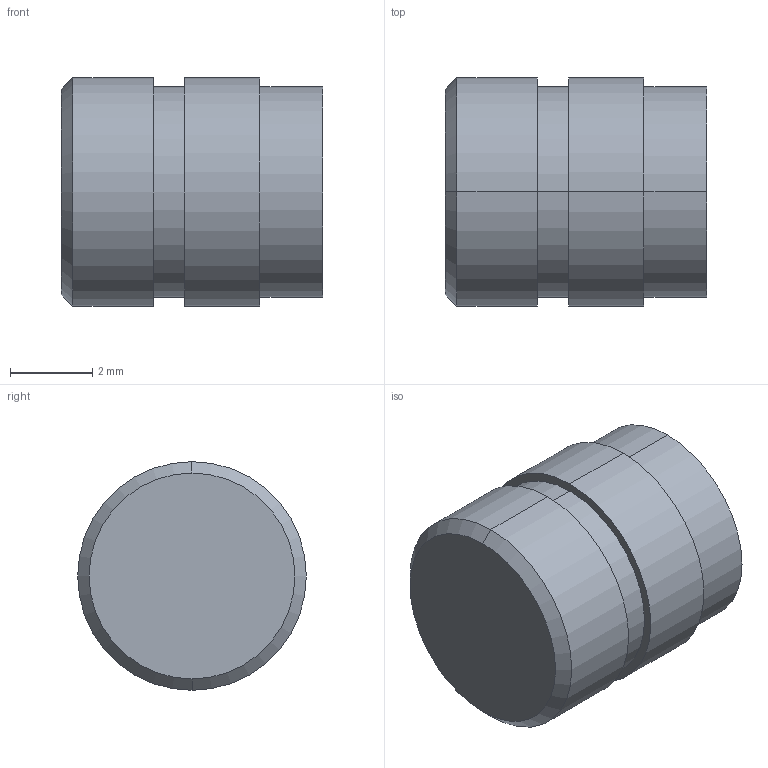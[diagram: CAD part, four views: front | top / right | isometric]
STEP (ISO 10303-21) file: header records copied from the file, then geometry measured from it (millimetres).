
FILE_DESCRIPTION(('starvars output'),'1');
FILE_NAME('cv20240830122709000040562.stp','12:27:09 2024/08/30',('Thomas Industrial Network Germany GmbH'),(' '),'Spatial InterOp 3D',' ',' ');
FILE_SCHEMA(('AP242_MANAGED_MODEL_BASED_3D_ENGINEERING_MIM_LF {1 0 10303 442 2 1 4}'));
Length unit declared in the file: millimetre
Products named in the file (1): 1
Bounding box: 6.35 x 5.56 x 5.56 mm (x, y, z)
Volume: 112.7 mm3; surface area: 206.4 mm2
Topology: 1 solids, 5 shells, 241 faces, 663 edges, 433 vertices
Faces by surface type: plane 219, cylinder 16, cone 6
Entity records: 9443 total; most frequent: CARTESIAN_POINT 1336, ORIENTED_EDGE 1322, DIRECTION 1181, EDGE_CURVE 661, LINE 625, VECTOR 625, VERTEX_POINT 433, AXIS2_PLACEMENT_3D 278
